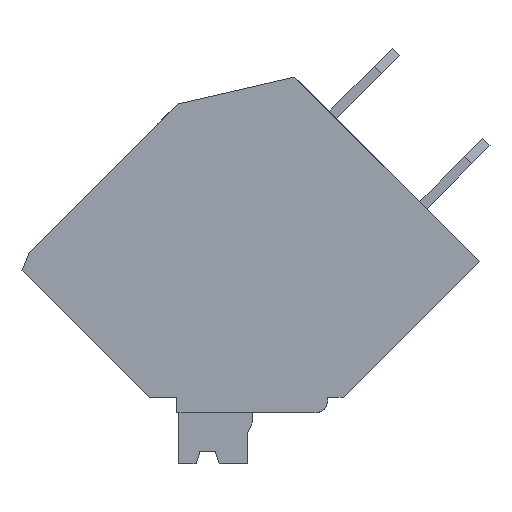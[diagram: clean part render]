
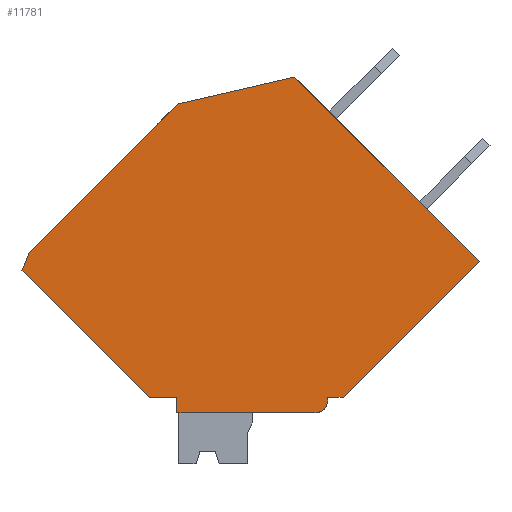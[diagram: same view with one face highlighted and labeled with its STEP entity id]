
A CAD part, left-side view. The second image highlights one B-rep face of the part: STEP entity #11781.
In plain terms, the highlighted planar face has unit normal (-1, 0, 0).
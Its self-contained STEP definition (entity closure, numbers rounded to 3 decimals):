
#139=DIRECTION('',(0.,-1.,0.));
#140=VECTOR('',#139,1.093);
#141=CARTESIAN_POINT('',(-20.85,3.643,-5.55));
#142=LINE('',#141,#140);
#165=DIRECTION('',(0.,-1.,0.));
#166=VECTOR('',#165,0.6);
#167=CARTESIAN_POINT('',(-20.85,-3.35,-5.55));
#168=LINE('',#167,#166);
#1160=DIRECTION('',(0.,-1.,0.));
#1161=VECTOR('',#1160,5.4);
#1162=CARTESIAN_POINT('',(-20.85,2.55,-6.15));
#1163=LINE('',#1162,#1161);
#1178=DIRECTION('',(0.,-0.707,0.707));
#1179=VECTOR('',#1178,8.2);
#1180=CARTESIAN_POINT('',(-20.85,8.332,0.129));
#1181=LINE('',#1180,#1179);
#1182=DIRECTION('',(0.,-0.974,0.225));
#1183=VECTOR('',#1182,4.717);
#1184=CARTESIAN_POINT('',(-20.85,2.533,5.927));
#1185=LINE('',#1184,#1183);
#1186=DIRECTION('',(0.,-0.707,-0.707));
#1187=VECTOR('',#1186,10.2);
#1188=CARTESIAN_POINT('',(-20.85,-2.063,6.988));
#1189=LINE('',#1188,#1187);
#1190=DIRECTION('',(0.,0.707,-0.707));
#1191=VECTOR('',#1190,7.531);
#1192=CARTESIAN_POINT('',(-20.85,-9.275,-0.225));
#1193=LINE('',#1192,#1191);
#1194=CARTESIAN_POINT('',(-20.85,-2.85,-5.65));
#1195=DIRECTION('',(1.,0.,0.));
#1196=DIRECTION('',(0.,-1.,0.));
#1197=AXIS2_PLACEMENT_3D('',#1194,#1195,#1196);
#1199=DIRECTION('',(0.,0.707,0.707));
#1200=VECTOR('',#1199,7.031);
#1201=CARTESIAN_POINT('',(-20.85,3.643,-5.55));
#1202=LINE('',#1201,#1200);
#1203=DIRECTION('',(0.,-0.371,0.928));
#1204=VECTOR('',#1203,0.762);
#1205=CARTESIAN_POINT('',(-20.85,8.615,-0.578));
#1206=LINE('',#1205,#1204);
#4839=DIRECTION('',(0.,0.,1.));
#4840=VECTOR('',#4839,0.1);
#4841=CARTESIAN_POINT('',(-20.85,-3.35,-5.65));
#4842=LINE('',#4841,#4840);
#4869=DIRECTION('',(0.,0.,1.));
#4870=VECTOR('',#4869,0.6);
#4871=CARTESIAN_POINT('',(-20.85,2.55,-6.15));
#4872=LINE('',#4871,#4870);
#9075=CARTESIAN_POINT('',(-20.85,2.533,5.927));
#9077=VERTEX_POINT('',#9075);
#9081=CARTESIAN_POINT('',(-20.85,-2.063,6.988));
#9082=VERTEX_POINT('',#9081);
#9097=CARTESIAN_POINT('',(-20.85,8.332,0.129));
#9098=VERTEX_POINT('',#9097);
#9111=CARTESIAN_POINT('',(-20.85,8.615,-0.578));
#9112=VERTEX_POINT('',#9111);
#9113=CARTESIAN_POINT('',(-20.85,3.643,-5.55));
#9114=VERTEX_POINT('',#9113);
#9115=CARTESIAN_POINT('',(-20.85,2.55,-5.55));
#9116=VERTEX_POINT('',#9115);
#9117=CARTESIAN_POINT('',(-20.85,2.55,-6.15));
#9118=VERTEX_POINT('',#9117);
#9119=CARTESIAN_POINT('',(-20.85,-2.85,-6.15));
#9120=VERTEX_POINT('',#9119);
#9121=CARTESIAN_POINT('',(-20.85,-3.35,-5.65));
#9122=VERTEX_POINT('',#9121);
#9123=CARTESIAN_POINT('',(-20.85,-3.35,-5.55));
#9124=VERTEX_POINT('',#9123);
#9125=CARTESIAN_POINT('',(-20.85,-3.95,-5.55));
#9126=VERTEX_POINT('',#9125);
#9127=CARTESIAN_POINT('',(-20.85,-9.275,-0.225));
#9128=VERTEX_POINT('',#9127);
#11754=CARTESIAN_POINT('',(-20.85,-0.33,0.419));
#11755=DIRECTION('',(1.,0.,0.));
#11756=DIRECTION('',(0.,-1.,0.));
#11757=AXIS2_PLACEMENT_3D('',#11754,#11755,#11756);
#11758=PLANE('',#11757);
#11759=ORIENTED_EDGE('',*,*,#11183,.T.);
#11761=ORIENTED_EDGE('',*,*,#11760,.T.);
#11763=ORIENTED_EDGE('',*,*,#11762,.T.);
#11765=ORIENTED_EDGE('',*,*,#11764,.T.);
#11766=ORIENTED_EDGE('',*,*,#9822,.F.);
#11768=ORIENTED_EDGE('',*,*,#11767,.F.);
#11770=ORIENTED_EDGE('',*,*,#11769,.T.);
#11771=ORIENTED_EDGE('',*,*,#11738,.F.);
#11773=ORIENTED_EDGE('',*,*,#11772,.T.);
#11774=ORIENTED_EDGE('',*,*,#9784,.F.);
#11776=ORIENTED_EDGE('',*,*,#11775,.T.);
#11778=ORIENTED_EDGE('',*,*,#11777,.T.);
#11779=EDGE_LOOP('',(#11759,#11761,#11763,#11765,#11766,#11768,#11770,#11771,
#11773,#11774,#11776,#11778));
#11780=FACE_OUTER_BOUND('',#11779,.F.);
#11781=ADVANCED_FACE('',(#11780),#11758,.F.);
#1198=CIRCLE('',#1197,0.5);
#9784=EDGE_CURVE('',#9114,#9116,#142,.T.);
#9822=EDGE_CURVE('',#9124,#9126,#168,.T.);
#11183=EDGE_CURVE('',#9098,#9077,#1181,.T.);
#11738=EDGE_CURVE('',#9118,#9120,#1163,.T.);
#11760=EDGE_CURVE('',#9077,#9082,#1185,.T.);
#11762=EDGE_CURVE('',#9082,#9128,#1189,.T.);
#11764=EDGE_CURVE('',#9128,#9126,#1193,.T.);
#11767=EDGE_CURVE('',#9122,#9124,#4842,.T.);
#11769=EDGE_CURVE('',#9122,#9120,#1198,.T.);
#11772=EDGE_CURVE('',#9118,#9116,#4872,.T.);
#11775=EDGE_CURVE('',#9114,#9112,#1202,.T.);
#11777=EDGE_CURVE('',#9112,#9098,#1206,.T.);
